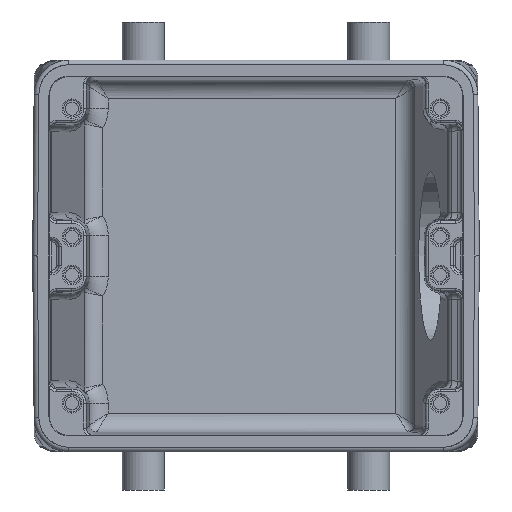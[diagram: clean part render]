
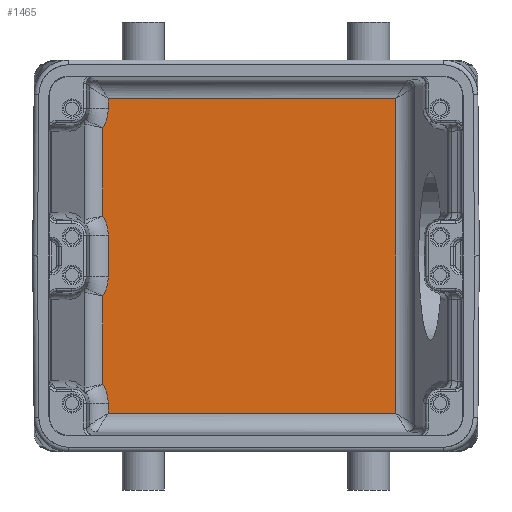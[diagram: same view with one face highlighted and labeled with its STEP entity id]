
A CAD part, front view. The second image highlights one B-rep face of the part: STEP entity #1465.
In plain terms, the highlighted planar face has unit normal (0, -1, 0).
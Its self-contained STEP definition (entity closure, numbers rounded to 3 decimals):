
#813=FACE_OUTER_BOUND('',#2949,.T.);
#1465=ADVANCED_FACE('',(#813),#1911,.F.);
#1911=PLANE('',#11302);
#2192=CIRCLE('',#11123,7.646);
#2200=CIRCLE('',#11145,7.646);
#2268=CIRCLE('',#11300,7.646);
#2269=CIRCLE('',#11301,7.646);
#2949=EDGE_LOOP('',(#5329,#5330,#5331,#5332,#5333,#5334,#5335,#5336,#5337,
#5338,#5339,#5340));
#5329=ORIENTED_EDGE('',*,*,#8293,.F.);
#5330=ORIENTED_EDGE('',*,*,#8291,.T.);
#5331=ORIENTED_EDGE('',*,*,#8254,.F.);
#5332=ORIENTED_EDGE('',*,*,#8247,.T.);
#5333=ORIENTED_EDGE('',*,*,#8517,.F.);
#5334=ORIENTED_EDGE('',*,*,#8518,.T.);
#5335=ORIENTED_EDGE('',*,*,#8519,.F.);
#5336=ORIENTED_EDGE('',*,*,#8520,.T.);
#5337=ORIENTED_EDGE('',*,*,#8521,.F.);
#5338=ORIENTED_EDGE('',*,*,#8522,.F.);
#5339=ORIENTED_EDGE('',*,*,#8511,.F.);
#5340=ORIENTED_EDGE('',*,*,#8516,.F.);
#7073=VERTEX_POINT('',#16622);
#7074=VERTEX_POINT('',#16624);
#7078=VERTEX_POINT('',#16740);
#7101=VERTEX_POINT('',#17021);
#7102=VERTEX_POINT('',#17025);
#7238=VERTEX_POINT('',#17994);
#7240=VERTEX_POINT('',#18112);
#7242=VERTEX_POINT('',#18239);
#7243=VERTEX_POINT('',#18241);
#7244=VERTEX_POINT('',#18243);
#7245=VERTEX_POINT('',#18245);
#7246=VERTEX_POINT('',#18247);
#8247=EDGE_CURVE('',#7074,#7073,#2192,.T.);
#8254=EDGE_CURVE('',#7074,#7078,#9529,.T.);
#8291=EDGE_CURVE('',#7101,#7078,#2200,.T.);
#8293=EDGE_CURVE('',#7101,#7102,#9543,.T.);
#8511=EDGE_CURVE('',#7240,#7238,#9617,.T.);
#8516=EDGE_CURVE('',#7102,#7240,#9618,.T.);
#8517=EDGE_CURVE('',#7242,#7073,#9619,.T.);
#8518=EDGE_CURVE('',#7242,#7243,#2268,.T.);
#8519=EDGE_CURVE('',#7244,#7243,#9620,.T.);
#8520=EDGE_CURVE('',#7244,#7245,#2269,.T.);
#8521=EDGE_CURVE('',#7246,#7245,#9621,.T.);
#8522=EDGE_CURVE('',#7238,#7246,#9622,.T.);
#9529=LINE('',#16739,#10304);
#9543=LINE('',#17024,#10318);
#9617=LINE('',#18113,#10392);
#9618=LINE('',#18236,#10393);
#9619=LINE('',#18238,#10394);
#9620=LINE('',#18242,#10395);
#9621=LINE('',#18246,#10396);
#9622=LINE('',#18248,#10397);
#10304=VECTOR('',#13140,1.);
#10318=VECTOR('',#13198,1.);
#10392=VECTOR('',#13570,1.);
#10393=VECTOR('',#13575,1.);
#10394=VECTOR('',#13578,1.);
#10395=VECTOR('',#13581,1.);
#10396=VECTOR('',#13584,1.);
#10397=VECTOR('',#13585,1.);
#11123=AXIS2_PLACEMENT_3D('',#16623,#13134,#13135);
#11145=AXIS2_PLACEMENT_3D('',#17020,#13192,#13193);
#11300=AXIS2_PLACEMENT_3D('',#18240,#13579,#13580);
#11301=AXIS2_PLACEMENT_3D('',#18244,#13582,#13583);
#11302=AXIS2_PLACEMENT_3D('',#18249,#13586,#13587);
#13134=DIRECTION('',(0.,1.,0.));
#13135=DIRECTION('',(0.853,0.,0.521));
#13140=DIRECTION('',(0.,0.,1.));
#13192=DIRECTION('',(0.,1.,0.));
#13193=DIRECTION('',(1.,0.,0.));
#13198=DIRECTION('',(0.,0.,1.));
#13570=DIRECTION('',(0.,0.,-1.));
#13575=DIRECTION('',(1.,0.,0.));
#13578=DIRECTION('',(0.,0.,1.));
#13579=DIRECTION('',(0.,1.,0.));
#13580=DIRECTION('',(1.,0.,0.));
#13581=DIRECTION('',(0.,0.,1.));
#13582=DIRECTION('',(0.,1.,0.));
#13583=DIRECTION('',(0.853,0.,0.521));
#13584=DIRECTION('',(0.,0.,1.));
#13585=DIRECTION('',(-1.,0.,0.));
#13586=DIRECTION('',(0.,1.,0.));
#13587=DIRECTION('',(-1.,0.,0.));
#16622=CARTESIAN_POINT('',(-31.104,40.,4.4));
#16623=CARTESIAN_POINT('',(-38.75,40.,4.4));
#16624=CARTESIAN_POINT('',(-32.225,40.,8.385));
#16739=CARTESIAN_POINT('',(-32.225,40.,8.385));
#16740=CARTESIAN_POINT('',(-32.225,40.,27.015));
#17020=CARTESIAN_POINT('',(-38.75,40.,31.));
#17021=CARTESIAN_POINT('',(-31.104,40.,31.));
#17024=CARTESIAN_POINT('',(-31.104,40.,31.));
#17025=CARTESIAN_POINT('',(-31.104,40.,33.104));
#17994=CARTESIAN_POINT('',(29.448,40.,-33.104));
#18112=CARTESIAN_POINT('',(29.448,40.,33.104));
#18113=CARTESIAN_POINT('',(29.448,40.,33.104));
#18236=CARTESIAN_POINT('',(-31.104,40.,33.104));
#18238=CARTESIAN_POINT('',(-31.104,40.,-4.4));
#18239=CARTESIAN_POINT('',(-31.104,40.,-4.4));
#18240=CARTESIAN_POINT('',(-38.75,40.,-4.4));
#18241=CARTESIAN_POINT('',(-32.225,40.,-8.385));
#18242=CARTESIAN_POINT('',(-32.225,40.,-27.015));
#18243=CARTESIAN_POINT('',(-32.225,40.,-27.015));
#18244=CARTESIAN_POINT('',(-38.75,40.,-31.));
#18245=CARTESIAN_POINT('',(-31.104,40.,-31.));
#18246=CARTESIAN_POINT('',(-31.104,40.,-33.104));
#18247=CARTESIAN_POINT('',(-31.104,40.,-33.104));
#18248=CARTESIAN_POINT('',(29.448,40.,-33.104));
#18249=CARTESIAN_POINT('',(32.925,40.,-37.75));
